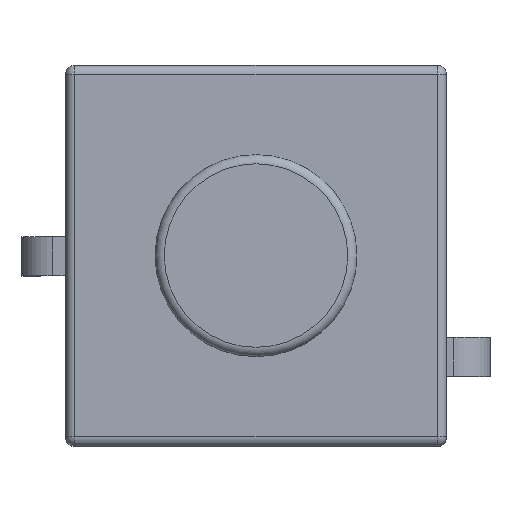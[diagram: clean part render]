
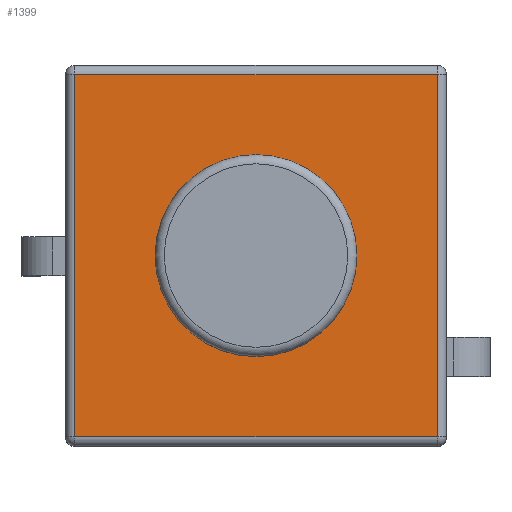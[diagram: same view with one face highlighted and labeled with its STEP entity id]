
A CAD part, top view. The second image highlights one B-rep face of the part: STEP entity #1399.
In plain terms, the highlighted planar face has unit normal (0, 0, 1).
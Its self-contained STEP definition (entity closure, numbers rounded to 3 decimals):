
#46=PLANE('',#1522);
#137=LINE('',#2151,#293);
#141=LINE('',#2194,#297);
#143=LINE('',#2197,#299);
#145=LINE('',#2200,#301);
#293=VECTOR('',#1730,10.);
#297=VECTOR('',#1754,10.);
#299=VECTOR('',#1758,10.);
#301=VECTOR('',#1762,10.);
#447=FACE_OUTER_BOUND('',#530,.T.);
#530=EDGE_LOOP('',(#1087,#1088,#1089,#1090));
#673=VERTEX_POINT('',#2134);
#675=VERTEX_POINT('',#2142);
#677=VERTEX_POINT('',#2154);
#680=VERTEX_POINT('',#2161);
#823=EDGE_CURVE('',#673,#675,#137,.T.);
#835=EDGE_CURVE('',#675,#680,#141,.T.);
#837=EDGE_CURVE('',#680,#677,#143,.T.);
#839=EDGE_CURVE('',#677,#673,#145,.T.);
#1087=ORIENTED_EDGE('',*,*,#823,.F.);
#1088=ORIENTED_EDGE('',*,*,#839,.F.);
#1089=ORIENTED_EDGE('',*,*,#837,.F.);
#1090=ORIENTED_EDGE('',*,*,#835,.F.);
#1399=ADVANCED_FACE('',(#447),#46,.T.);
#1522=AXIS2_PLACEMENT_3D('',#2203,#1766,#1767);
#1730=DIRECTION('',(0.,1.,0.));
#1754=DIRECTION('',(1.,0.,0.));
#1758=DIRECTION('',(0.,-1.,0.));
#1762=DIRECTION('',(-1.,0.,0.));
#1766=DIRECTION('center_axis',(0.,0.,1.));
#1767=DIRECTION('ref_axis',(1.,0.,0.));
#2134=CARTESIAN_POINT('',(-3.95,-3.95,6.2));
#2142=CARTESIAN_POINT('',(-3.95,3.95,6.2));
#2151=CARTESIAN_POINT('',(-3.95,2.075,6.2));
#2154=CARTESIAN_POINT('',(3.95,-3.95,6.2));
#2161=CARTESIAN_POINT('',(3.95,3.95,6.2));
#2194=CARTESIAN_POINT('',(2.075,3.95,6.2));
#2197=CARTESIAN_POINT('',(3.95,-2.075,6.2));
#2200=CARTESIAN_POINT('',(-2.075,-3.95,6.2));
#2203=CARTESIAN_POINT('Origin',(0.,0.,6.2));
